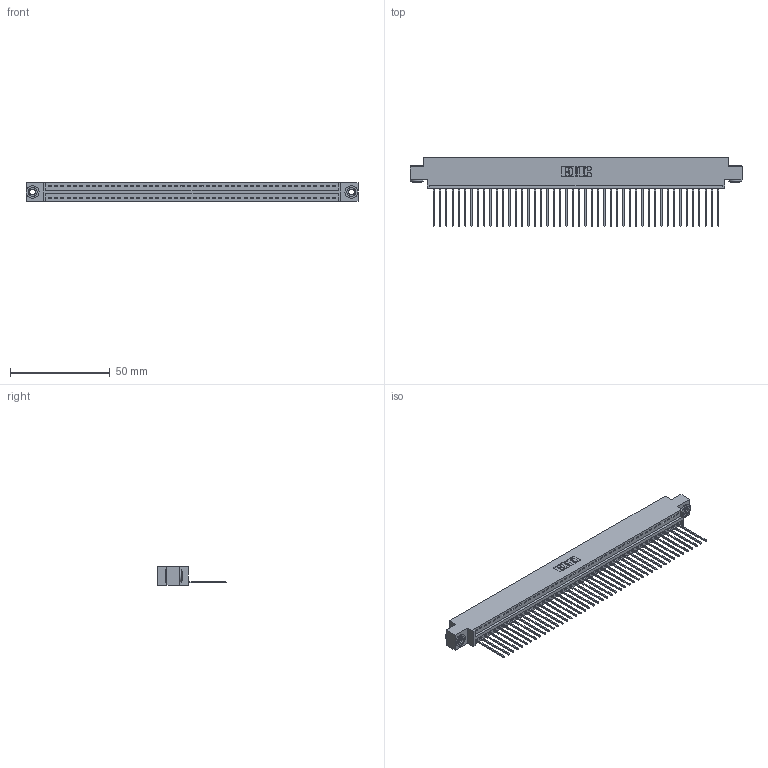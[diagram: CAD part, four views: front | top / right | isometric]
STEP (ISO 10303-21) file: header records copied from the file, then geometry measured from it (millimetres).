
FILE_DESCRIPTION (( 'STEP AP203' ), '1' );
FILE_NAME ('346-046-541-603.STEP', '2022-05-09T20:30:46', ( '' ), ( '' ), 'SwSTEP 2.0', 'SolidWorks 2020', '' );
FILE_SCHEMA (( 'CONFIG_CONTROL_DESIGN' ));
Length unit declared in the file: inch
Products named in the file (4): 345-250-002_345-250-002-102; 345-292-001_345-293-141; 346 Part_0.170 Offset - 0.156 Dia-TH; 346-046-541-603
Assembly tree (49 placements, depth 2):
  346-046-541-603
    346 Part_0.170 Offset - 0.156 Dia-TH
    345-292-001_345-293-141  x46
    345-250-002_345-250-002-102  x2
Bounding box: 166.62 x 34.29 x 9.4 mm (x, y, z)
Volume: 15975.7 mm3; surface area: 21329.2 mm2
Topology: 49 solids, 49 shells, 2846 faces, 8549 edges, 5634 vertices
Faces by surface type: plane 1944, cylinder 894, cone 8
Entity records: 29226 total; most frequent: CARTESIAN_POINT 4991, ORIENTED_EDGE 4962, DIRECTION 4427, EDGE_CURVE 2481, LINE 2141, VECTOR 2141, VERTEX_POINT 1650, AXIS2_PLACEMENT_3D 1143
